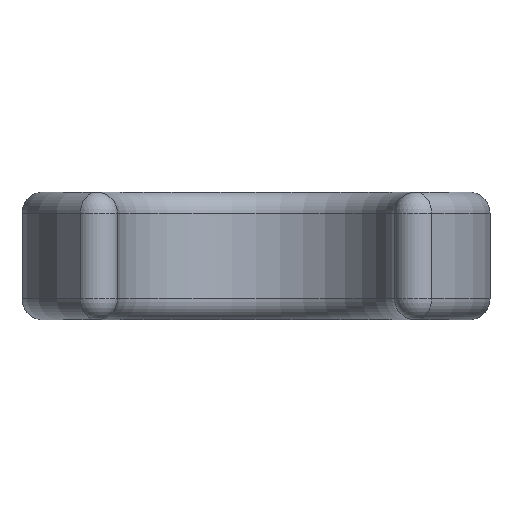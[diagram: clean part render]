
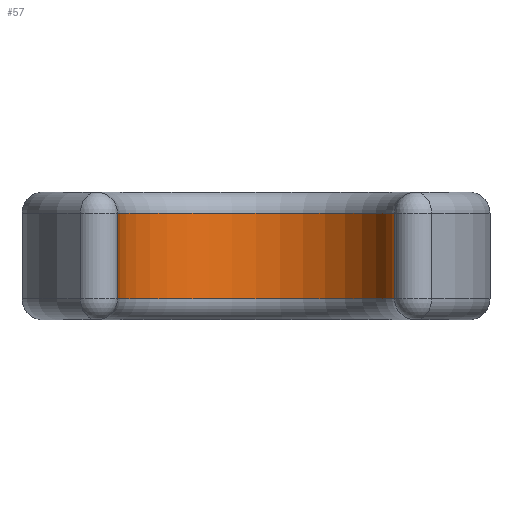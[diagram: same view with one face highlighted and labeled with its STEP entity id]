
A CAD part, left-side view. The second image highlights one B-rep face of the part: STEP entity #57.
In plain terms, the highlighted cylindrical face has radius 6.5 mm (diameter 13 mm), a partial arc.
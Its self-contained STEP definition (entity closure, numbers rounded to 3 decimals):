
#21 = EDGE_CURVE('',#22,#24,#26,.T.);
#22 = VERTEX_POINT('',#23);
#23 = CARTESIAN_POINT('',(-80.,-6.5,-2.));
#24 = VERTEX_POINT('',#25);
#25 = CARTESIAN_POINT('',(-80.,-6.5,2.));
#26 = LINE('',#27,#28);
#27 = CARTESIAN_POINT('',(-80.,-6.5,-3.));
#28 = VECTOR('',#29,1.);
#29 = DIRECTION('',(0.,0.,1.));
#57 = ADVANCED_FACE('',(#58),#85,.F.);
#58 = FACE_BOUND('',#59,.T.);
#59 = EDGE_LOOP('',(#60,#61,#70,#78));
#60 = ORIENTED_EDGE('',*,*,#21,.T.);
#61 = ORIENTED_EDGE('',*,*,#62,.F.);
#62 = EDGE_CURVE('',#63,#24,#65,.T.);
#63 = VERTEX_POINT('',#64);
#64 = CARTESIAN_POINT('',(-80.,6.5,2.));
#65 = CIRCLE('',#66,6.5);
#66 = AXIS2_PLACEMENT_3D('',#67,#68,#69);
#67 = CARTESIAN_POINT('',(-80.,0.,2.));
#68 = DIRECTION('',(0.,0.,-1.));
#69 = DIRECTION('',(0.,1.,0.));
#70 = ORIENTED_EDGE('',*,*,#71,.F.);
#71 = EDGE_CURVE('',#72,#63,#74,.T.);
#72 = VERTEX_POINT('',#73);
#73 = CARTESIAN_POINT('',(-80.,6.5,-2.));
#74 = LINE('',#75,#76);
#75 = CARTESIAN_POINT('',(-80.,6.5,-3.));
#76 = VECTOR('',#77,1.);
#77 = DIRECTION('',(0.,0.,1.));
#78 = ORIENTED_EDGE('',*,*,#79,.T.);
#79 = EDGE_CURVE('',#72,#22,#80,.T.);
#80 = CIRCLE('',#81,6.5);
#81 = AXIS2_PLACEMENT_3D('',#82,#83,#84);
#82 = CARTESIAN_POINT('',(-80.,0.,-2.));
#83 = DIRECTION('',(0.,0.,-1.));
#84 = DIRECTION('',(0.,1.,0.));
#85 = CYLINDRICAL_SURFACE('',#86,6.5);
#86 = AXIS2_PLACEMENT_3D('',#87,#88,#89);
#87 = CARTESIAN_POINT('',(-80.,0.,-3.));
#88 = DIRECTION('',(-0.,-0.,-1.));
#89 = DIRECTION('',(1.,0.,0.));
